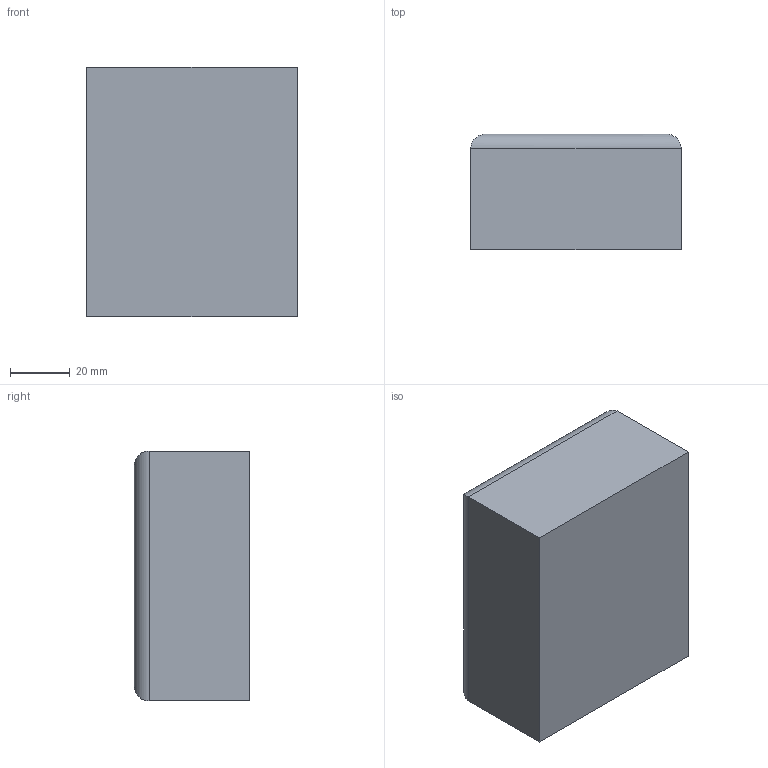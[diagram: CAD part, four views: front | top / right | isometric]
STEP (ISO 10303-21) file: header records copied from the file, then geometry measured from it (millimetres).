
FILE_DESCRIPTION (( 'STEP AP214' ), '1' );
FILE_NAME ('FLN_40_18_model.STEP', '2025-04-02T22:24:09', ( '' ), ( '' ), 'SwSTEP 2.0', 'SolidWorks 2024', '' );
FILE_SCHEMA (( 'AUTOMOTIVE_DESIGN' ));
Length unit declared in the file: millimetre
Products named in the file (1): FLN_40_18_model
Bounding box: 70.52 x 38.7 x 83.75 mm (x, y, z)
Volume: 226949.9 mm3; surface area: 23075.8 mm2
Topology: 1 solids, 1 shells, 10 faces, 20 edges, 12 vertices
Faces by surface type: plane 6, cylinder 4
Entity records: 275 total; most frequent: CARTESIAN_POINT 55, ORIENTED_EDGE 40, DIRECTION 38, EDGE_CURVE 20, VECTOR 16, LINE 16, VERTEX_POINT 12, AXIS2_PLACEMENT_3D 11
